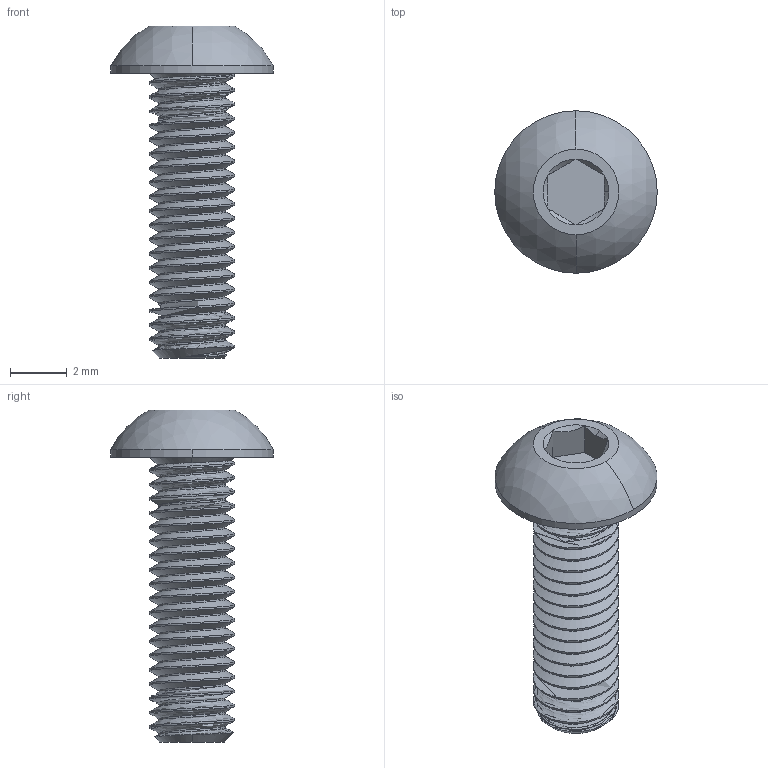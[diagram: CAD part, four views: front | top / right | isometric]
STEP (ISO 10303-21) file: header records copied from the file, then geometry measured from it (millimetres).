
FILE_DESCRIPTION (( 'STEP AP203' ), '1' );
FILE_NAME ('92095A182_Button Head Hex Drive Screw.STEP', '2021-07-08T07:16:32', ( 'Administrator' ), ( 'Managed by Terraform' ), 'SwSTEP 2.0', 'SolidWorks 2017', '' );
FILE_SCHEMA (( 'CONFIG_CONTROL_DESIGN' ));
Length unit declared in the file: millimetre
Products named in the file (1): 92095A182_Button Head Hex Drive Screw
Bounding box: 5.7 x 5.7 x 11.65 mm (x, y, z)
Volume: 83.1 mm3; surface area: 215.6 mm2
Topology: 1 solids, 1 shells, 109 faces, 299 edges, 194 vertices
Faces by surface type: cylinder 82, cone 13, plane 10, sphere 2, bspline 2
Entity records: 5549 total; most frequent: CARTESIAN_POINT 3197, ORIENTED_EDGE 598, DIRECTION 368, EDGE_CURVE 299, VERTEX_POINT 194, AXIS2_PLACEMENT_3D 135, EDGE_LOOP 111, ADVANCED_FACE 109
